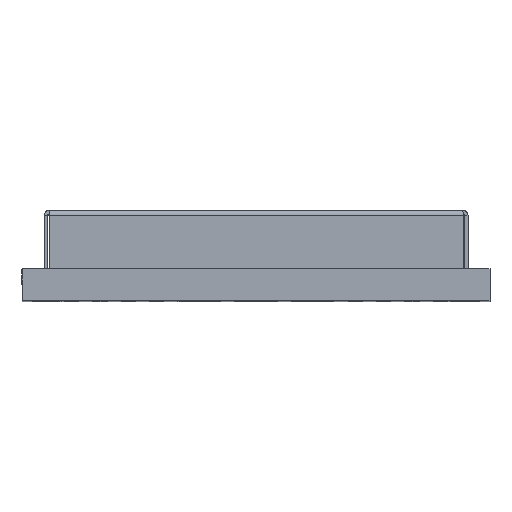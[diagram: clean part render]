
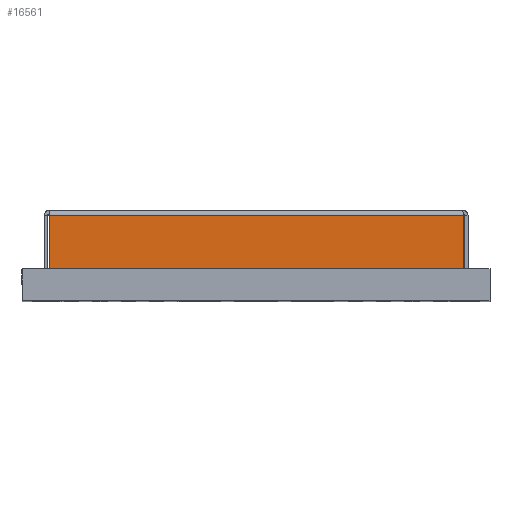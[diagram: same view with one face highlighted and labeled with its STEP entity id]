
A CAD part, top view. The second image highlights one B-rep face of the part: STEP entity #16561.
In plain terms, the highlighted planar face has unit normal (0, 0, 1).
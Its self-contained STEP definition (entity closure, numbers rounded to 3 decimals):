
#315 = CARTESIAN_POINT ( 'NONE',  ( 5.845, 2.45, 8.88 ) ) ;
#1510 = VECTOR ( 'NONE', #1581, 1000. ) ;
#1581 = DIRECTION ( 'NONE',  ( 0., -1., 0. ) ) ;
#2170 = FACE_OUTER_BOUND ( 'NONE', #24516, .T. ) ;
#3592 = ORIENTED_EDGE ( 'NONE', *, *, #29134, .T. ) ;
#4555 = VERTEX_POINT ( 'NONE', #29983 ) ;
#4576 = EDGE_CURVE ( 'NONE', #4744, #23024, #6831, .T. ) ;
#4744 = VERTEX_POINT ( 'NONE', #11089 ) ;
#6448 = VERTEX_POINT ( 'NONE', #9809 ) ;
#6732 = DIRECTION ( 'NONE',  ( 0., 1., 0. ) ) ;
#6831 = LINE ( 'NONE', #315, #21205 ) ;
#8711 = CARTESIAN_POINT ( 'NONE',  ( 5.845, 0.9, 8.88 ) ) ;
#8988 = LINE ( 'NONE', #20339, #29327 ) ;
#9570 = DIRECTION ( 'NONE',  ( 0., -1., 0. ) ) ;
#9809 = CARTESIAN_POINT ( 'NONE',  ( -5.835, 0.9, 8.88 ) ) ;
#10342 = AXIS2_PLACEMENT_3D ( 'NONE', #29740, #24978, #6732 ) ;
#11089 = CARTESIAN_POINT ( 'NONE',  ( 5.845, 2.4, 8.88 ) ) ;
#12001 = EDGE_CURVE ( 'NONE', #23024, #6448, #22755, .T. ) ;
#12726 = LINE ( 'NONE', #22546, #1510 ) ;
#13236 = EDGE_CURVE ( 'NONE', #4555, #4744, #8988, .T. ) ;
#13257 = DIRECTION ( 'NONE',  ( 1., 0., 0. ) ) ;
#16561 = ADVANCED_FACE ( 'NONE', ( #2170 ), #25439, .F. ) ;
#18890 = ORIENTED_EDGE ( 'NONE', *, *, #13236, .F. ) ;
#20172 = ORIENTED_EDGE ( 'NONE', *, *, #12001, .F. ) ;
#20339 = CARTESIAN_POINT ( 'NONE',  ( 5.98, 2.4, 8.88 ) ) ;
#20911 = DIRECTION ( 'NONE',  ( -1., 0., 0. ) ) ;
#21205 = VECTOR ( 'NONE', #9570, 1000. ) ;
#21472 = ORIENTED_EDGE ( 'NONE', *, *, #4576, .F. ) ;
#22546 = CARTESIAN_POINT ( 'NONE',  ( -5.835, 0., 8.88 ) ) ;
#22755 = LINE ( 'NONE', #29194, #27362 ) ;
#23024 = VERTEX_POINT ( 'NONE', #8711 ) ;
#24516 = EDGE_LOOP ( 'NONE', ( #18890, #3592, #20172, #21472 ) ) ;
#24978 = DIRECTION ( 'NONE',  ( 0., 0., -1. ) ) ;
#25439 = PLANE ( 'NONE',  #10342 ) ;
#27362 = VECTOR ( 'NONE', #20911, 1000. ) ;
#29134 = EDGE_CURVE ( 'NONE', #4555, #6448, #12726, .T. ) ;
#29194 = CARTESIAN_POINT ( 'NONE',  ( 5.98, 0.9, 8.88 ) ) ;
#29327 = VECTOR ( 'NONE', #13257, 1000. ) ;
#29740 = CARTESIAN_POINT ( 'NONE',  ( 0., 0., 8.88 ) ) ;
#29983 = CARTESIAN_POINT ( 'NONE',  ( -5.835, 2.4, 8.88 ) ) ;
